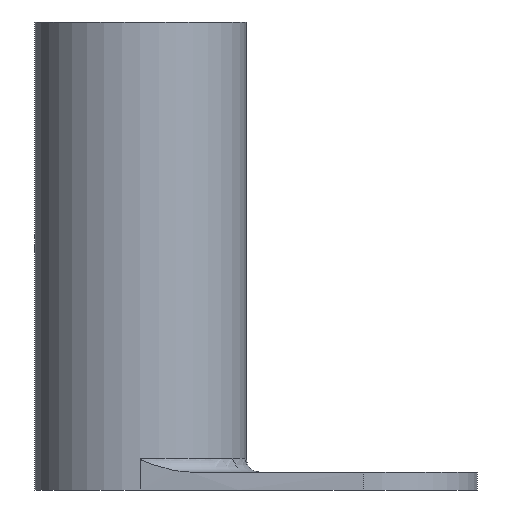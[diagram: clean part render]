
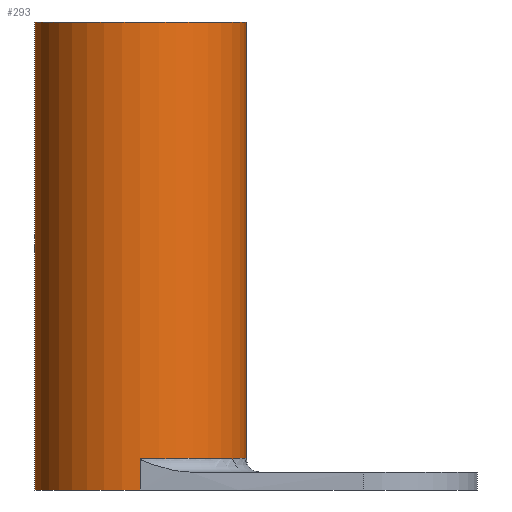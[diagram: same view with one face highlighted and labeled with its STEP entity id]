
A CAD part, left-side view. The second image highlights one B-rep face of the part: STEP entity #293.
In plain terms, the highlighted cylindrical face has radius 11.75 mm (diameter 23.5 mm), a partial arc.
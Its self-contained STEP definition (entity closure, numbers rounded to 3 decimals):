
#29=CYLINDRICAL_SURFACE('',#328,11.75);
#42=FACE_OUTER_BOUND('',#58,.T.);
#58=EDGE_LOOP('',(#210,#211,#212,#213,#214,#215,#216,#217));
#82=LINE('',#479,#98);
#83=LINE('',#483,#99);
#84=LINE('',#486,#100);
#85=LINE('',#487,#101);
#98=VECTOR('',#375,10.);
#99=VECTOR('',#378,10.);
#100=VECTOR('',#381,10.);
#101=VECTOR('',#382,10.);
#112=CIRCLE('',#322,11.75);
#114=CIRCLE('',#325,11.75);
#117=CIRCLE('',#329,11.75);
#118=CIRCLE('',#330,11.75);
#132=VERTEX_POINT('',#443);
#133=VERTEX_POINT('',#444);
#137=VERTEX_POINT('',#453);
#138=VERTEX_POINT('',#472);
#140=VERTEX_POINT('',#478);
#141=VERTEX_POINT('',#480);
#142=VERTEX_POINT('',#482);
#143=VERTEX_POINT('',#484);
#160=EDGE_CURVE('',#132,#133,#112,.T.);
#165=EDGE_CURVE('',#137,#138,#114,.T.);
#168=EDGE_CURVE('',#140,#137,#82,.T.);
#169=EDGE_CURVE('',#140,#141,#117,.T.);
#170=EDGE_CURVE('',#141,#142,#83,.T.);
#171=EDGE_CURVE('',#143,#142,#118,.T.);
#172=EDGE_CURVE('',#143,#133,#84,.T.);
#173=EDGE_CURVE('',#138,#132,#85,.T.);
#210=ORIENTED_EDGE('',*,*,#165,.F.);
#211=ORIENTED_EDGE('',*,*,#168,.F.);
#212=ORIENTED_EDGE('',*,*,#169,.T.);
#213=ORIENTED_EDGE('',*,*,#170,.T.);
#214=ORIENTED_EDGE('',*,*,#171,.F.);
#215=ORIENTED_EDGE('',*,*,#172,.T.);
#216=ORIENTED_EDGE('',*,*,#160,.F.);
#217=ORIENTED_EDGE('',*,*,#173,.F.);
#293=ADVANCED_FACE('',(#42),#29,.T.);
#322=AXIS2_PLACEMENT_3D('',#445,#359,#360);
#325=AXIS2_PLACEMENT_3D('',#473,#367,#368);
#328=AXIS2_PLACEMENT_3D('',#477,#373,#374);
#329=AXIS2_PLACEMENT_3D('',#481,#376,#377);
#330=AXIS2_PLACEMENT_3D('',#485,#379,#380);
#359=DIRECTION('center_axis',(0.,0.,1.));
#360=DIRECTION('ref_axis',(1.,0.,0.));
#367=DIRECTION('center_axis',(0.,0.,-1.));
#368=DIRECTION('ref_axis',(0.966,-0.259,0.));
#373=DIRECTION('center_axis',(0.,0.,1.));
#374=DIRECTION('ref_axis',(-0.707,0.707,0.));
#375=DIRECTION('',(0.,0.,1.));
#376=DIRECTION('center_axis',(0.,0.,1.));
#377=DIRECTION('ref_axis',(1.,0.,0.));
#378=DIRECTION('',(0.,0.,1.));
#379=DIRECTION('center_axis',(0.,0.,-1.));
#380=DIRECTION('ref_axis',(-0.5,-0.866,0.));
#381=DIRECTION('',(0.,0.,1.));
#382=DIRECTION('',(0.,0.,1.));
#443=CARTESIAN_POINT('',(10.176,19.125,52.));
#444=CARTESIAN_POINT('',(5.875,14.824,52.));
#445=CARTESIAN_POINT('Origin',(0.,25.,52.));
#453=CARTESIAN_POINT('',(11.75,25.,3.5));
#472=CARTESIAN_POINT('',(10.176,19.125,3.5));
#473=CARTESIAN_POINT('Origin',(0.,25.,3.5));
#477=CARTESIAN_POINT('Origin',(0.,25.,0.));
#478=CARTESIAN_POINT('',(11.75,25.,0.));
#479=CARTESIAN_POINT('',(11.75,25.,0.));
#480=CARTESIAN_POINT('',(-11.75,25.,0.));
#481=CARTESIAN_POINT('Origin',(0.,25.,0.));
#482=CARTESIAN_POINT('',(-11.75,25.,3.5));
#483=CARTESIAN_POINT('',(-11.75,25.,0.));
#484=CARTESIAN_POINT('',(5.875,14.824,3.5));
#485=CARTESIAN_POINT('Origin',(0.,25.,3.5));
#486=CARTESIAN_POINT('',(5.875,14.824,0.));
#487=CARTESIAN_POINT('',(10.176,19.125,0.));
